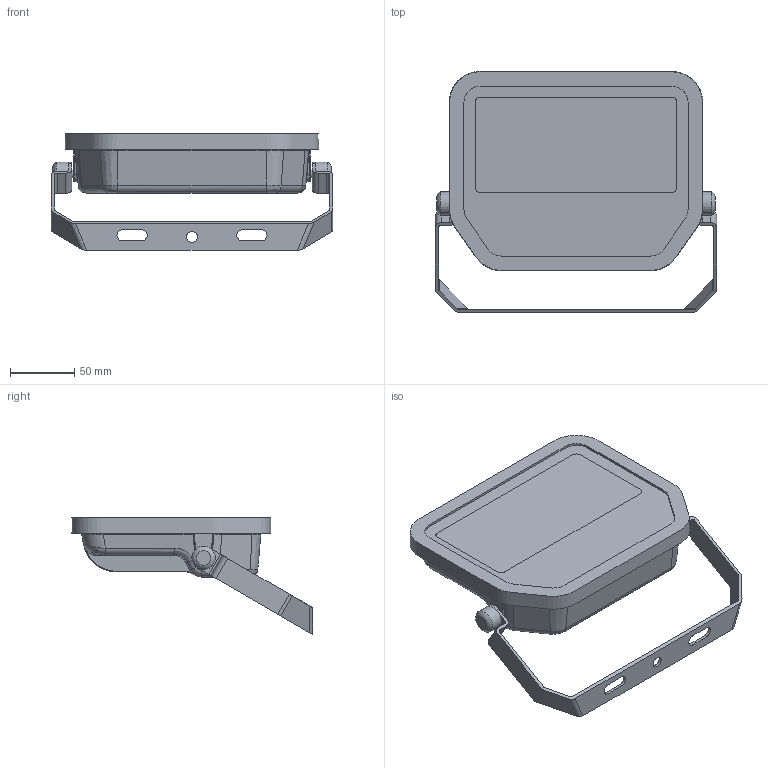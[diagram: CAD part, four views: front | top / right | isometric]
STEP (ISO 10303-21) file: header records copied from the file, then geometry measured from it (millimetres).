
FILE_DESCRIPTION (( 'STEP AP214' ), '1' );
FILE_NAME ('FL_G3_50W.STEP', '2023-04-28T08:45:47', ( '' ), ( '' ), 'SwSTEP 2.0', 'SolidWorks 2020', '' );
FILE_SCHEMA (( 'AUTOMOTIVE_DESIGN' ));
Length unit declared in the file: millimetre
Products named in the file (1): FL_G3_50W
Bounding box: 218.4 x 187.11 x 90.42 mm (x, y, z)
Volume: 826297.2 mm3; surface area: 197869.7 mm2
Topology: 7 solids, 7 shells, 586 faces, 1541 edges, 952 vertices
Faces by surface type: bspline 220, cylinder 209, plane 145, cone 8, torus 4
Full cylindrical faces by diameter (mm): 5.8 x2, 6 x2, 8.5 x1, 18.141 x2
Entity records: 41018 total; most frequent: CARTESIAN_POINT 23692, ORIENTED_EDGE 2996, EDGE_CURVE 1498, DIRECTION 1131, B_SPLINE_CURVE_WITH_KNOTS 1012, VERTEX_POINT 946, EDGE_LOOP 620, FACE_OUTER_BOUND 599
